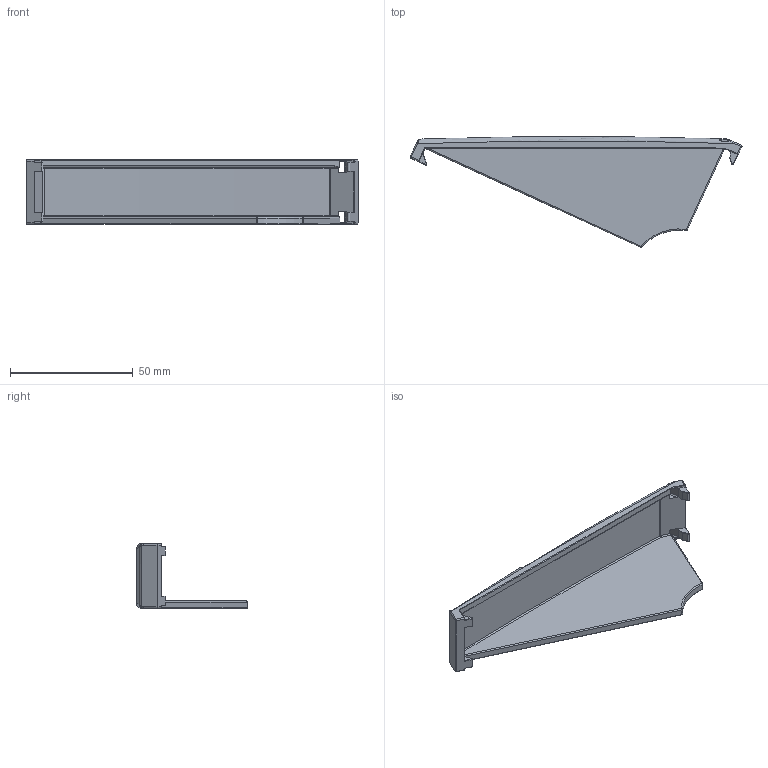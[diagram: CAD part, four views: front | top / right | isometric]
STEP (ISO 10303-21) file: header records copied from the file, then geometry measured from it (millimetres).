
FILE_DESCRIPTION (( 'STEP AP214' ), '1' );
FILE_NAME ('093wa1171L.STEP', '2016-02-21T12:21:17', ( '' ), ( '' ), 'SwSTEP 2.0', 'SolidWorks 2016', '' );
FILE_SCHEMA (( 'AUTOMOTIVE_DESIGN' ));
Length unit declared in the file: millimetre
Products named in the file (1): 093wa1171L
Bounding box: 135 x 44.95 x 26.2 mm (x, y, z)
Volume: 17779.2 mm3; surface area: 14562.7 mm2
Topology: 1 solids, 1 shells, 188 faces, 468 edges, 268 vertices
Faces by surface type: cylinder 78, plane 37, bspline 37, torus 34, sphere 2
Entity records: 6313 total; most frequent: CARTESIAN_POINT 2229, ORIENTED_EDGE 912, DIRECTION 813, EDGE_CURVE 456, AXIS2_PLACEMENT_3D 320, VERTEX_POINT 266, ADVANCED_FACE 188, FACE_OUTER_BOUND 188
